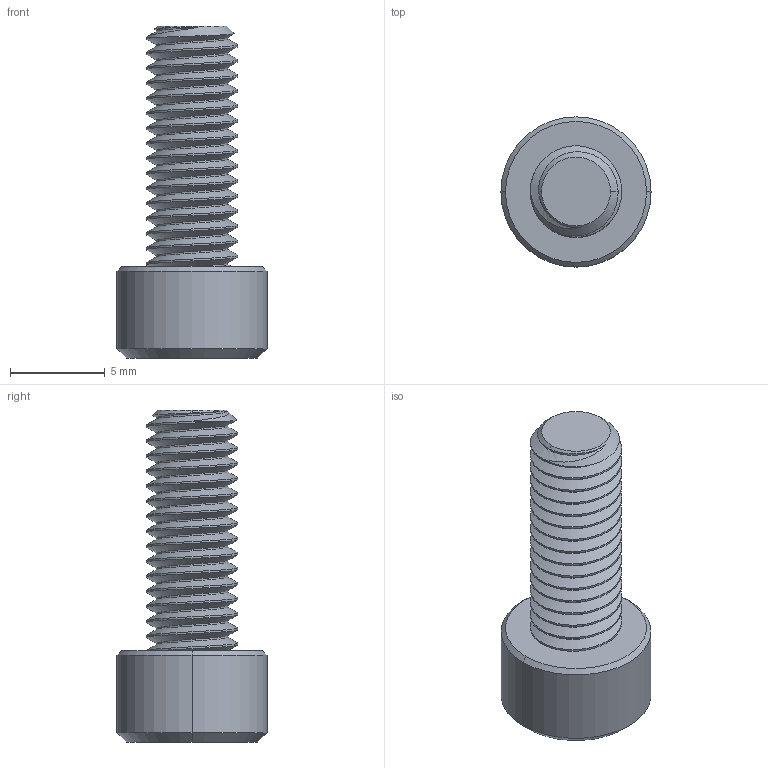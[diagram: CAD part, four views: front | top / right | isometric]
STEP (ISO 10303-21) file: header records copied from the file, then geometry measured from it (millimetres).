
FILE_DESCRIPTION (( 'STEP AP214' ), '1' );
FILE_NAME ('WCP-0266 Rev1.step', '2022-12-20T23:19:03', ( '' ), ( '' ), 'SwSTEP 2.0', 'SolidWorks 2020', '' );
FILE_SCHEMA (( 'AUTOMOTIVE_DESIGN' ));
Length unit declared in the file: inch
Products named in the file (1): WCP-0266 Rev1
Bounding box: 7.92 x 7.92 x 17.53 mm (x, y, z)
Volume: 379.3 mm3; surface area: 541.9 mm2
Topology: 1 solids, 1 shells, 92 faces, 247 edges, 159 vertices
Faces by surface type: cylinder 67, cone 13, plane 10, bspline 2
Entity records: 4484 total; most frequent: CARTESIAN_POINT 2548, ORIENTED_EDGE 494, DIRECTION 308, EDGE_CURVE 247, VERTEX_POINT 159, AXIS2_PLACEMENT_3D 112, EDGE_LOOP 94, FACE_OUTER_BOUND 92
